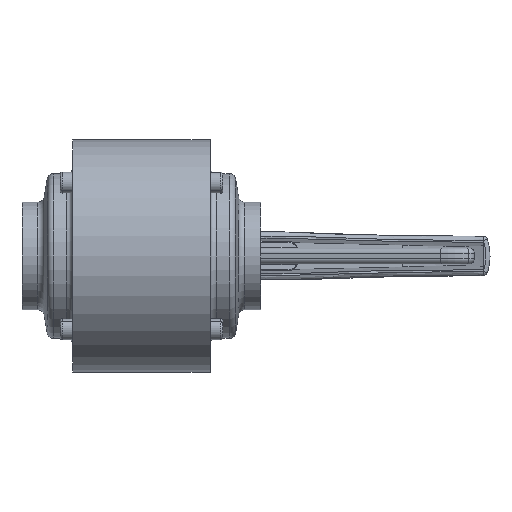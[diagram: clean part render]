
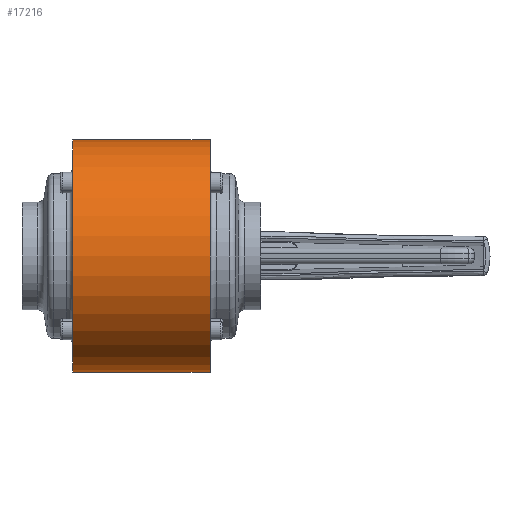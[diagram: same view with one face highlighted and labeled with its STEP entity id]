
A CAD part, front view. The second image highlights one B-rep face of the part: STEP entity #17216.
In plain terms, the highlighted cylindrical face has radius 55 mm (diameter 110 mm), a partial arc.
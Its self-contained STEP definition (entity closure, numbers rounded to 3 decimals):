
#752 = CARTESIAN_POINT ( 'NONE',  ( -32.5, 0., -55. ) ) ;
#773 = AXIS2_PLACEMENT_3D ( 'NONE', #11756, #3538, #13151 ) ;
#1131 = AXIS2_PLACEMENT_3D ( 'NONE', #12456, #11059, #15098 ) ;
#1587 = VECTOR ( 'NONE', #5470, 1000. ) ;
#1790 = LINE ( 'NONE', #5508, #1587 ) ;
#2888 = ORIENTED_EDGE ( 'NONE', *, *, #4574, .F. ) ;
#3538 = DIRECTION ( 'NONE',  ( 1., 0., 0. ) ) ;
#3758 = LINE ( 'NONE', #17382, #7428 ) ;
#3871 = CIRCLE ( 'NONE', #5087, 55. ) ;
#4455 = ORIENTED_EDGE ( 'NONE', *, *, #17594, .F. ) ;
#4574 = EDGE_CURVE ( 'NONE', #9203, #11711, #1790, .T. ) ;
#5087 = AXIS2_PLACEMENT_3D ( 'NONE', #16208, #8101, #17526 ) ;
#5095 = VERTEX_POINT ( 'NONE', #752 ) ;
#5470 = DIRECTION ( 'NONE',  ( 1., 0., 0. ) ) ;
#5508 = CARTESIAN_POINT ( 'NONE',  ( -15.456, 0., 55. ) ) ;
#5701 = ORIENTED_EDGE ( 'NONE', *, *, #15143, .T. ) ;
#6788 = VERTEX_POINT ( 'NONE', #17172 ) ;
#7428 = VECTOR ( 'NONE', #14830, 1000. ) ;
#8101 = DIRECTION ( 'NONE',  ( -1., 0., 0. ) ) ;
#8567 = ORIENTED_EDGE ( 'NONE', *, *, #17022, .F. ) ;
#9203 = VERTEX_POINT ( 'NONE', #15951 ) ;
#9710 = CIRCLE ( 'NONE', #773, 55. ) ;
#10488 = EDGE_LOOP ( 'NONE', ( #8567, #5701, #4455, #2888 ) ) ;
#10965 = FACE_OUTER_BOUND ( 'NONE', #10488, .T. ) ;
#11059 = DIRECTION ( 'NONE',  ( 1., 0., 0. ) ) ;
#11400 = CYLINDRICAL_SURFACE ( 'NONE', #1131, 55. ) ;
#11711 = VERTEX_POINT ( 'NONE', #15072 ) ;
#11756 = CARTESIAN_POINT ( 'NONE',  ( 32.5, 0., 0. ) ) ;
#12456 = CARTESIAN_POINT ( 'NONE',  ( -15.456, 0., 0. ) ) ;
#13151 = DIRECTION ( 'NONE',  ( 0., 0., 1. ) ) ;
#14830 = DIRECTION ( 'NONE',  ( 1., 0., 0. ) ) ;
#15072 = CARTESIAN_POINT ( 'NONE',  ( 32.5, 0., 55. ) ) ;
#15098 = DIRECTION ( 'NONE',  ( 0., 0., 1. ) ) ;
#15143 = EDGE_CURVE ( 'NONE', #5095, #6788, #3758, .T. ) ;
#15951 = CARTESIAN_POINT ( 'NONE',  ( -32.5, 0., 55. ) ) ;
#16208 = CARTESIAN_POINT ( 'NONE',  ( -32.5, 0., 0. ) ) ;
#17022 = EDGE_CURVE ( 'NONE', #5095, #9203, #3871, .T. ) ;
#17172 = CARTESIAN_POINT ( 'NONE',  ( 32.5, 0., -55. ) ) ;
#17216 = ADVANCED_FACE ( 'NONE', ( #10965 ), #11400, .T. ) ;
#17382 = CARTESIAN_POINT ( 'NONE',  ( -15.456, 0., -55. ) ) ;
#17526 = DIRECTION ( 'NONE',  ( 0., 0., -1. ) ) ;
#17594 = EDGE_CURVE ( 'NONE', #11711, #6788, #9710, .T. ) ;
